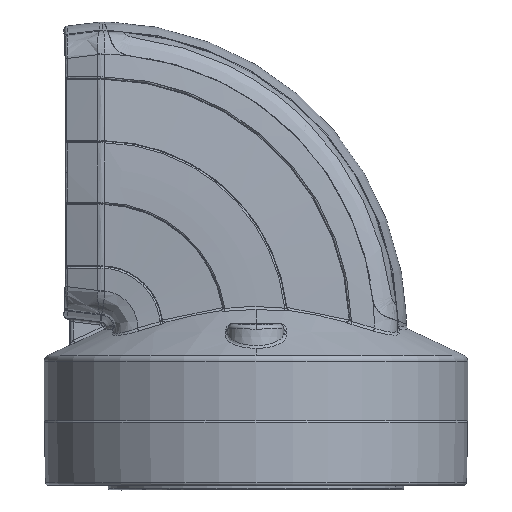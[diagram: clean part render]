
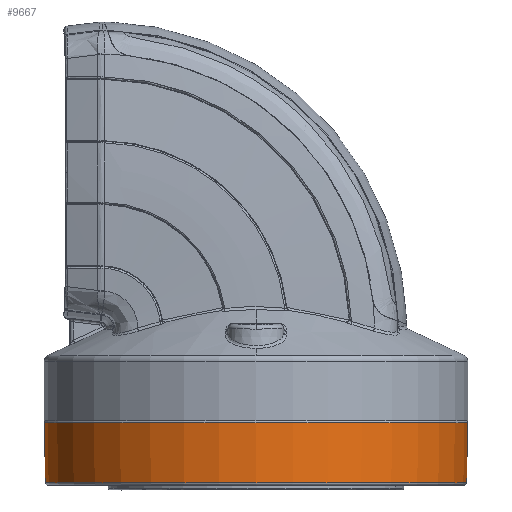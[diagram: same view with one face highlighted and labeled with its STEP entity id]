
A CAD part, front view. The second image highlights one B-rep face of the part: STEP entity #9667.
In plain terms, the highlighted conical face has half-angle 1 degrees and reference radius 65.325 mm.
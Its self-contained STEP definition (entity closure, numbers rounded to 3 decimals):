
#294 = DIRECTION ( 'NONE',  ( -1., 0., 0. ) ) ;
#3977 = CIRCLE ( 'NONE', #69799, 65.338 ) ;
#4046 = VERTEX_POINT ( 'NONE', #15334 ) ;
#9667 = ADVANCED_FACE ( 'NONE', ( #16262 ), #29828, .T. ) ;
#11222 = LINE ( 'NONE', #62516, #38226 ) ;
#11468 = DIRECTION ( 'NONE',  ( 0., 0., 1. ) ) ;
#13406 = CARTESIAN_POINT ( 'NONE',  ( -76.628, 2.175, 76.162 ) ) ;
#15334 = CARTESIAN_POINT ( 'NONE',  ( 54.047, 2.175, 76.162 ) ) ;
#15805 = ORIENTED_EDGE ( 'NONE', *, *, #34838, .F. ) ;
#15899 = EDGE_CURVE ( 'NONE', #44093, #46473, #61865, .T. ) ;
#16262 = FACE_OUTER_BOUND ( 'NONE', #74054, .T. ) ;
#16648 = EDGE_CURVE ( 'NONE', #4046, #44093, #43845, .T. ) ;
#23520 = DIRECTION ( 'NONE',  ( 1., 0., 0. ) ) ;
#28092 = DIRECTION ( 'NONE',  ( -0.017, 0., 1. ) ) ;
#29300 = ORIENTED_EDGE ( 'NONE', *, *, #61058, .T. ) ;
#29828 = CONICAL_SURFACE ( 'NONE', #56437, 65.325, 0.017 ) ;
#34838 = EDGE_CURVE ( 'NONE', #48451, #46473, #11222, .T. ) ;
#37973 = DIRECTION ( 'NONE',  ( 0., 0., -1. ) ) ;
#38226 = VECTOR ( 'NONE', #28092, 1000. ) ;
#39999 = DIRECTION ( 'NONE',  ( 0., 0., 1. ) ) ;
#40396 = CARTESIAN_POINT ( 'NONE',  ( -11.29, 2.175, 76.162 ) ) ;
#40581 = CARTESIAN_POINT ( 'NONE',  ( 54.373, 2.175, 94.824 ) ) ;
#43845 = LINE ( 'NONE', #59266, #65360 ) ;
#44093 = VERTEX_POINT ( 'NONE', #40581 ) ;
#46473 = VERTEX_POINT ( 'NONE', #65181 ) ;
#47542 = ORIENTED_EDGE ( 'NONE', *, *, #16648, .T. ) ;
#48451 = VERTEX_POINT ( 'NONE', #13406 ) ;
#49771 = DIRECTION ( 'NONE',  ( -1., 0., 0. ) ) ;
#54590 = CARTESIAN_POINT ( 'NONE',  ( -11.29, 2.175, 94.824 ) ) ;
#56437 = AXIS2_PLACEMENT_3D ( 'NONE', #74102, #39999, #294 ) ;
#59266 = CARTESIAN_POINT ( 'NONE',  ( 54.035, 2.175, 75.431 ) ) ;
#61058 = EDGE_CURVE ( 'NONE', #48451, #4046, #3977, .T. ) ;
#61865 = CIRCLE ( 'NONE', #71595, 65.663 ) ;
#62516 = CARTESIAN_POINT ( 'NONE',  ( -76.615, 2.175, 75.431 ) ) ;
#64742 = DIRECTION ( 'NONE',  ( 0.017, 0., 1. ) ) ;
#65181 = CARTESIAN_POINT ( 'NONE',  ( -76.953, 2.175, 94.824 ) ) ;
#65360 = VECTOR ( 'NONE', #64742, 1000. ) ;
#68940 = ORIENTED_EDGE ( 'NONE', *, *, #15899, .T. ) ;
#69799 = AXIS2_PLACEMENT_3D ( 'NONE', #40396, #11468, #23520 ) ;
#71595 = AXIS2_PLACEMENT_3D ( 'NONE', #54590, #37973, #49771 ) ;
#74054 = EDGE_LOOP ( 'NONE', ( #29300, #47542, #68940, #15805 ) ) ;
#74102 = CARTESIAN_POINT ( 'NONE',  ( -11.29, 2.175, 75.431 ) ) ;
